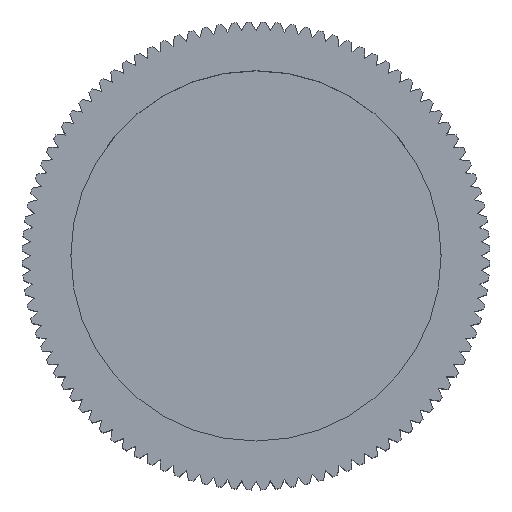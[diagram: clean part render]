
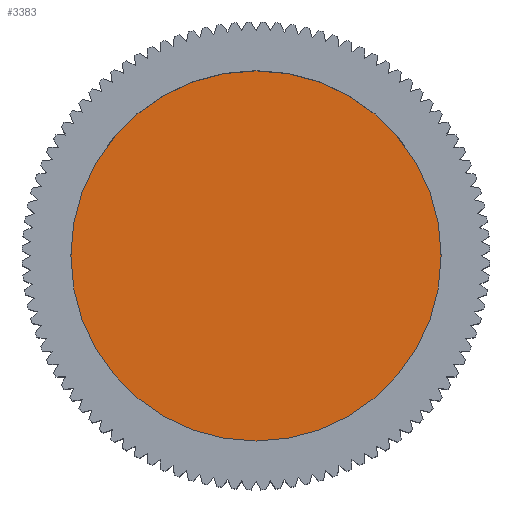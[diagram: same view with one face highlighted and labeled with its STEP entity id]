
A CAD part, top view. The second image highlights one B-rep face of the part: STEP entity #3383.
In plain terms, the highlighted planar face has unit normal (0, 0, 1).
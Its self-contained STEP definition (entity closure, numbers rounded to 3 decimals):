
#3383=ADVANCED_FACE('',(#7299),#7300,.F.);
#3551=EDGE_CURVE('',#4565,#4115,#7492,.T.);
#4115=VERTEX_POINT('',#8107);
#4309=EDGE_CURVE('',#4115,#4565,#8311,.T.);
#4565=VERTEX_POINT('',#8586);
#7299=FACE_OUTER_BOUND('',#12647,.T.);
#7300=PLANE('',#12648);
#7492=CIRCLE('',#12968,9.5);
#8107=CARTESIAN_POINT('',(9.5,0.0,10.5));
#8311=CIRCLE('',#14419,9.5);
#8586=CARTESIAN_POINT('',(-9.5,0.,10.5));
#12647=EDGE_LOOP('',(#18799,#18800));
#12648=AXIS2_PLACEMENT_3D('',#18801,#18802,#18803);
#12968=AXIS2_PLACEMENT_3D('',#19042,#19043,#19044);
#14419=AXIS2_PLACEMENT_3D('',#20064,#20065,#20066);
#18799=ORIENTED_EDGE('',*,*,#4309,.F.);
#18800=ORIENTED_EDGE('',*,*,#3551,.F.);
#18801=CARTESIAN_POINT('',(0.0,0.0,10.5));
#18802=DIRECTION('',(0.0,0.0,-1.0));
#18803=DIRECTION('',(-1.0,0.0,0.0));
#19042=CARTESIAN_POINT('',(0.0,0.0,10.5));
#19043=DIRECTION('',(0.0,0.0,-1.0));
#19044=DIRECTION('',(1.0,0.0,0.0));
#20064=CARTESIAN_POINT('',(0.0,0.0,10.5));
#20065=DIRECTION('',(0.0,0.0,-1.0));
#20066=DIRECTION('',(1.0,0.0,0.0));
